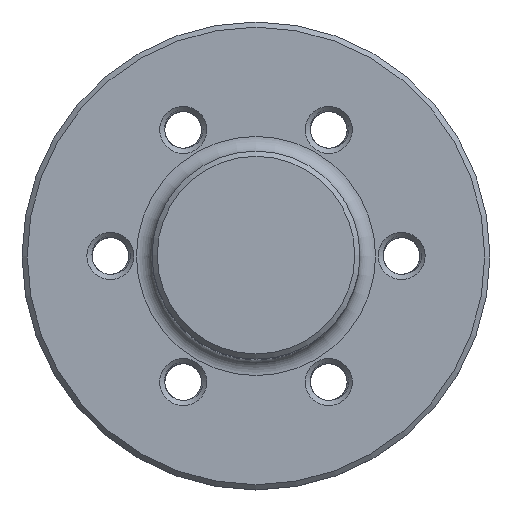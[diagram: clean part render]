
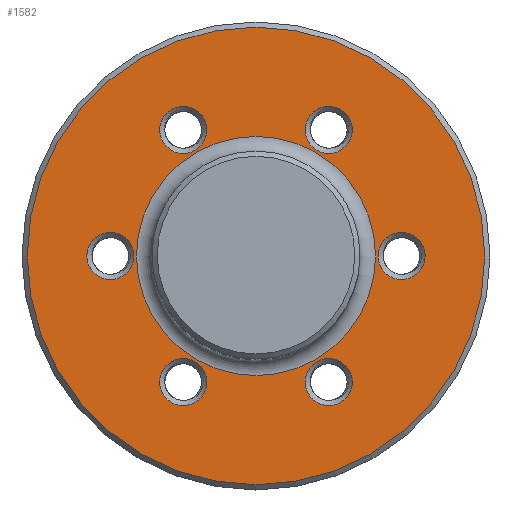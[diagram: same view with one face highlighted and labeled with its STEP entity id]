
A CAD part, top view. The second image highlights one B-rep face of the part: STEP entity #1582.
In plain terms, the highlighted planar face has unit normal (0, 0, 1).
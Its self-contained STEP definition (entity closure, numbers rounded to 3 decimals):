
#50=FACE_BOUND('',#249,.T.);
#51=FACE_BOUND('',#250,.T.);
#52=FACE_BOUND('',#251,.T.);
#53=FACE_BOUND('',#252,.T.);
#54=FACE_BOUND('',#253,.T.);
#55=FACE_BOUND('',#254,.T.);
#56=FACE_BOUND('',#255,.T.);
#72=PLANE('',#1740);
#147=FACE_OUTER_BOUND('',#248,.T.);
#248=EDGE_LOOP('',(#1351));
#249=EDGE_LOOP('',(#1352));
#250=EDGE_LOOP('',(#1353));
#251=EDGE_LOOP('',(#1354));
#252=EDGE_LOOP('',(#1355));
#253=EDGE_LOOP('',(#1356));
#254=EDGE_LOOP('',(#1357));
#255=EDGE_LOOP('',(#1358));
#336=CIRCLE('',#1738,2.264);
#337=CIRCLE('',#1741,22.);
#338=CIRCLE('',#1742,11.5);
#339=CIRCLE('',#1743,2.264);
#340=CIRCLE('',#1744,2.264);
#341=CIRCLE('',#1745,2.264);
#342=CIRCLE('',#1746,2.264);
#343=CIRCLE('',#1747,2.264);
#717=VERTEX_POINT('',#6715);
#718=VERTEX_POINT('',#6720);
#719=VERTEX_POINT('',#6722);
#720=VERTEX_POINT('',#6724);
#721=VERTEX_POINT('',#6726);
#722=VERTEX_POINT('',#6728);
#723=VERTEX_POINT('',#6730);
#724=VERTEX_POINT('',#6732);
#947=EDGE_CURVE('',#717,#717,#336,.T.);
#948=EDGE_CURVE('',#718,#718,#337,.T.);
#949=EDGE_CURVE('',#719,#719,#338,.T.);
#950=EDGE_CURVE('',#720,#720,#339,.T.);
#951=EDGE_CURVE('',#721,#721,#340,.T.);
#952=EDGE_CURVE('',#722,#722,#341,.T.);
#953=EDGE_CURVE('',#723,#723,#342,.T.);
#954=EDGE_CURVE('',#724,#724,#343,.T.);
#1351=ORIENTED_EDGE('',*,*,#948,.F.);
#1352=ORIENTED_EDGE('',*,*,#949,.F.);
#1353=ORIENTED_EDGE('',*,*,#950,.F.);
#1354=ORIENTED_EDGE('',*,*,#951,.F.);
#1355=ORIENTED_EDGE('',*,*,#952,.F.);
#1356=ORIENTED_EDGE('',*,*,#953,.F.);
#1357=ORIENTED_EDGE('',*,*,#954,.F.);
#1358=ORIENTED_EDGE('',*,*,#947,.F.);
#1582=ADVANCED_FACE('',(#147,#50,#51,#52,#53,#54,#55,#56),#72,.T.);
#1738=AXIS2_PLACEMENT_3D('',#6717,#2055,#2056);
#1740=AXIS2_PLACEMENT_3D('',#6719,#2059,#2060);
#1741=AXIS2_PLACEMENT_3D('',#6721,#2061,#2062);
#1742=AXIS2_PLACEMENT_3D('',#6723,#2063,#2064);
#1743=AXIS2_PLACEMENT_3D('',#6725,#2065,#2066);
#1744=AXIS2_PLACEMENT_3D('',#6727,#2067,#2068);
#1745=AXIS2_PLACEMENT_3D('',#6729,#2069,#2070);
#1746=AXIS2_PLACEMENT_3D('',#6731,#2071,#2072);
#1747=AXIS2_PLACEMENT_3D('',#6733,#2073,#2074);
#2055=DIRECTION('center_axis',(0.,0.,1.));
#2056=DIRECTION('ref_axis',(1.,0.,0.));
#2059=DIRECTION('center_axis',(0.,0.,1.));
#2060=DIRECTION('ref_axis',(1.,0.,0.));
#2061=DIRECTION('center_axis',(0.,0.,-1.));
#2062=DIRECTION('ref_axis',(1.,0.,0.));
#2063=DIRECTION('center_axis',(0.,0.,1.));
#2064=DIRECTION('ref_axis',(-1.,0.,0.));
#2065=DIRECTION('center_axis',(0.,0.,1.));
#2066=DIRECTION('ref_axis',(1.,0.,0.));
#2067=DIRECTION('center_axis',(0.,0.,1.));
#2068=DIRECTION('ref_axis',(1.,0.,0.));
#2069=DIRECTION('center_axis',(0.,0.,1.));
#2070=DIRECTION('ref_axis',(1.,0.,0.));
#2071=DIRECTION('center_axis',(0.,0.,1.));
#2072=DIRECTION('ref_axis',(1.,0.,0.));
#2073=DIRECTION('center_axis',(0.,0.,1.));
#2074=DIRECTION('ref_axis',(1.,0.,0.));
#6715=CARTESIAN_POINT('',(11.736,0.,3.));
#6717=CARTESIAN_POINT('Origin',(14.,0.,3.));
#6719=CARTESIAN_POINT('Origin',(0.,0.,3.));
#6720=CARTESIAN_POINT('',(-22.,0.,3.));
#6721=CARTESIAN_POINT('Origin',(0.,0.,3.));
#6722=CARTESIAN_POINT('',(11.5,0.,3.));
#6723=CARTESIAN_POINT('Origin',(0.,0.,3.));
#6724=CARTESIAN_POINT('',(-16.264,0.,3.));
#6725=CARTESIAN_POINT('Origin',(-14.,0.,
3.));
#6726=CARTESIAN_POINT('',(4.736,-12.124,3.));
#6727=CARTESIAN_POINT('Origin',(7.,-12.124,3.));
#6728=CARTESIAN_POINT('',(-9.264,-12.124,3.));
#6729=CARTESIAN_POINT('Origin',(-7.,-12.124,3.));
#6730=CARTESIAN_POINT('',(-9.264,12.124,3.));
#6731=CARTESIAN_POINT('Origin',(-7.,12.124,3.));
#6732=CARTESIAN_POINT('',(4.736,12.124,3.));
#6733=CARTESIAN_POINT('Origin',(7.,12.124,3.));
